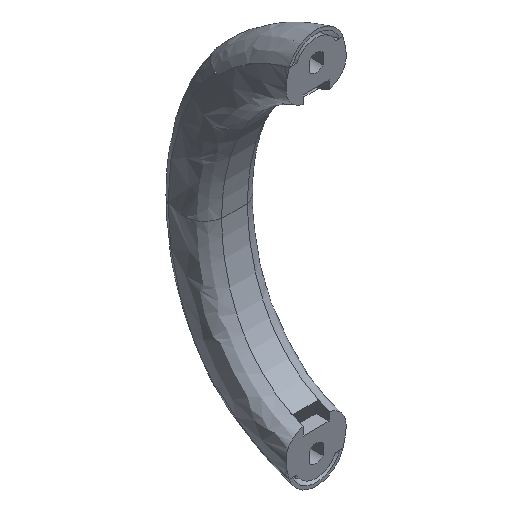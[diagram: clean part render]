
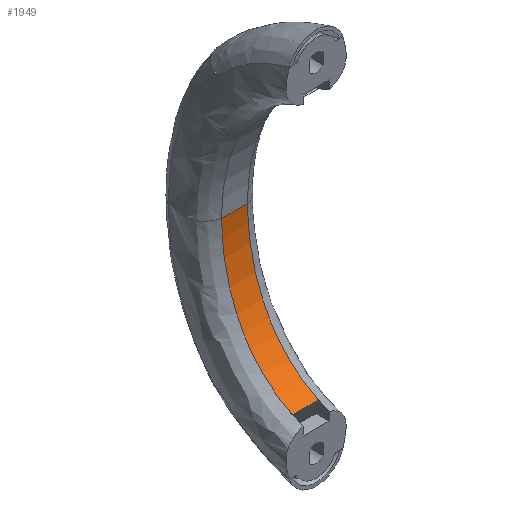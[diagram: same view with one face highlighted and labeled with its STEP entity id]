
A CAD part, isometric view. The second image highlights one B-rep face of the part: STEP entity #1949.
In plain terms, the highlighted free-form (B-spline) face has degree [1, 3] with [2, 24] control points.
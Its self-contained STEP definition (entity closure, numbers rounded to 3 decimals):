
#11 = VERTEX_POINT ( 'NONE', #2206 ) ;
#34 = CARTESIAN_POINT ( 'NONE',  ( -36.213, 38.165, -7. ) ) ;
#48 = CARTESIAN_POINT ( 'NONE',  ( 13.166, 43.657, 7. ) ) ;
#169 = CARTESIAN_POINT ( 'NONE',  ( -55.94, 27.348, 7. ) ) ;
#287 = CARTESIAN_POINT ( 'NONE',  ( 75.25, 0., 7. ) ) ;
#320 = CARTESIAN_POINT ( 'NONE',  ( -77.091, -6.12, -7. ) ) ;
#336 = CARTESIAN_POINT ( 'NONE',  ( -43.371, 35.113, -7. ) ) ;
#355 = B_SPLINE_CURVE_WITH_KNOTS ( 'NONE', 3,
 ( #447, #426, #2596, #1562, #2892, #464, #3391, #2083, #1297, #3410, #2927, #2350, #2047, #1798 ),
 .UNSPECIFIED., .F., .F.,
 ( 4, 2, 2, 2, 2, 2, 4 ),
 ( 0.075, 0.09, 0.144, 0.252, 0.36, 0.469, 0.488 ),
 .UNSPECIFIED. ) ;
#426 = CARTESIAN_POINT ( 'NONE',  ( -72.439, 6.694, -7. ) ) ;
#447 = CARTESIAN_POINT ( 'NONE',  ( -72.863, 5.803, -7. ) ) ;
#464 = CARTESIAN_POINT ( 'NONE',  ( -61.346, 22.649, -7. ) ) ;
#514 = ORIENTED_EDGE ( 'NONE', *, *, #855, .T. ) ;
#555 = CARTESIAN_POINT ( 'NONE',  ( 57.812, 25.951, 7. ) ) ;
#573 = CARTESIAN_POINT ( 'NONE',  ( -61.346, 22.649, -7. ) ) ;
#601 = CARTESIAN_POINT ( 'NONE',  ( -72.374, 6.867, -7. ) ) ;
#661 = B_SPLINE_CURVE_WITH_KNOTS ( 'NONE', 3,
 ( #2061, #1315, #1039, #2925, #1277, #2611, #169, #2100, #2081, #2869, #3148, #1868, #704, #2329 ),
 .UNSPECIFIED., .F., .F.,
 ( 4, 2, 2, 2, 2, 2, 4 ),
 ( 0.075, 0.09, 0.144, 0.252, 0.36, 0.469, 0.488 ),
 .UNSPECIFIED. ) ;
#704 = CARTESIAN_POINT ( 'NONE',  ( -1.469, 44.071, 7. ) ) ;
#712 = DIRECTION ( 'NONE',  ( 0., 0., -1. ) ) ;
#716 = CARTESIAN_POINT ( 'NONE',  ( -72.863, 5.803, 7. ) ) ;
#786 = EDGE_CURVE ( 'NONE', #11, #3015, #355, .T. ) ;
#803 = CARTESIAN_POINT ( 'NONE',  ( -77.712, -8.652, 7. ) ) ;
#821 = CARTESIAN_POINT ( 'NONE',  ( -20.862, 42.443, 7. ) ) ;
#839 = CARTESIAN_POINT ( 'NONE',  ( -69.853, 11.55, 7. ) ) ;
#855 = EDGE_CURVE ( 'NONE', #3110, #11, #3465, .T. ) ;
#860 = CARTESIAN_POINT ( 'NONE',  ( -55.94, 27.348, -7. ) ) ;
#873 = CARTESIAN_POINT ( 'NONE',  ( -61.346, 22.649, 7. ) ) ;
#1039 = CARTESIAN_POINT ( 'NONE',  ( -71.996, 7.569, 7. ) ) ;
#1047 = CARTESIAN_POINT ( 'NONE',  ( 0., 44.071, -7. ) ) ;
#1076 = CARTESIAN_POINT ( 'NONE',  ( -76.547, -3.9, 7. ) ) ;
#1093 = CARTESIAN_POINT ( 'NONE',  ( 72.355, 8.168, -7. ) ) ;
#1108 = CARTESIAN_POINT ( 'NONE',  ( -75.227, 0.188, -7. ) ) ;
#1142 = CARTESIAN_POINT ( 'NONE',  ( -12.679, 43.668, 7. ) ) ;
#1277 = CARTESIAN_POINT ( 'NONE',  ( -67.915, 14.468, 7. ) ) ;
#1297 = CARTESIAN_POINT ( 'NONE',  ( -36.213, 38.165, -7. ) ) ;
#1315 = CARTESIAN_POINT ( 'NONE',  ( -72.439, 6.694, 7. ) ) ;
#1359 = VECTOR ( 'NONE', #712, 1000. ) ;
#1389 = CARTESIAN_POINT ( 'NONE',  ( 4.372, 44.323, -7. ) ) ;
#1418 = CARTESIAN_POINT ( 'NONE',  ( -75.227, 0.188, 7. ) ) ;
#1437 = B_SPLINE_SURFACE_WITH_KNOTS ( 'NONE', 1, 3, ( 
 ( #2481, #1093, #2508, #2448, #2212, #3283, #1654, #1931, #1389, #1963, #2465, #34, #336, #860, #573, #3031, #1951, #601, #2744, #1672, #1108, #2760, #320, #2727 ),
 ( #287, #2495, #2195, #555, #2179, #3266, #3249, #48, #1659, #1142, #821, #3298, #2230, #3232, #873, #1909, #839, #1687, #1638, #2771, #1418, #1076, #2158, #803 ) ),
 .UNSPECIFIED., .F., .F., .F.,
 ( 2, 2 ),
 ( 4, 2, 2, 2, 2, 2, 2, 2, 2, 2, 2, 4 ),
 ( 0., 1. ),
 ( 0., 0.115, 0.23, 0.345, 0.46, 0.568, 0.677, 0.785, 0.839, 0.866, 0.893, 0.929 ),
 .UNSPECIFIED. ) ;
#1527 = DIRECTION ( 'NONE',  ( 0., 0., -1. ) ) ;
#1562 = CARTESIAN_POINT ( 'NONE',  ( -69.853, 11.55, -7. ) ) ;
#1638 = CARTESIAN_POINT ( 'NONE',  ( -73.15, 5.255, 7. ) ) ;
#1654 = CARTESIAN_POINT ( 'NONE',  ( 29.807, 40.327, -7. ) ) ;
#1659 = CARTESIAN_POINT ( 'NONE',  ( 4.372, 44.323, 7. ) ) ;
#1672 = CARTESIAN_POINT ( 'NONE',  ( -74.573, 1.921, -7. ) ) ;
#1687 = CARTESIAN_POINT ( 'NONE',  ( -72.374, 6.867, 7. ) ) ;
#1798 = CARTESIAN_POINT ( 'NONE',  ( 0., 44.071, -7. ) ) ;
#1834 = VERTEX_POINT ( 'NONE', #3222 ) ;
#1868 = CARTESIAN_POINT ( 'NONE',  ( -2.939, 44.042, 7. ) ) ;
#1909 = CARTESIAN_POINT ( 'NONE',  ( -67.915, 14.468, 7. ) ) ;
#1931 = CARTESIAN_POINT ( 'NONE',  ( 13.166, 43.657, -7. ) ) ;
#1949 = ADVANCED_FACE ( 'NONE', ( #2708 ), #1437, .T. ) ;
#1951 = CARTESIAN_POINT ( 'NONE',  ( -69.853, 11.55, -7. ) ) ;
#1963 = CARTESIAN_POINT ( 'NONE',  ( -12.679, 43.668, -7. ) ) ;
#2047 = CARTESIAN_POINT ( 'NONE',  ( -1.469, 44.071, -7. ) ) ;
#2061 = CARTESIAN_POINT ( 'NONE',  ( -72.863, 5.803, 7. ) ) ;
#2081 = CARTESIAN_POINT ( 'NONE',  ( -36.213, 38.165, 7. ) ) ;
#2083 = CARTESIAN_POINT ( 'NONE',  ( -43.371, 35.113, -7. ) ) ;
#2100 = CARTESIAN_POINT ( 'NONE',  ( -43.371, 35.113, 7. ) ) ;
#2158 = CARTESIAN_POINT ( 'NONE',  ( -77.091, -6.12, 7. ) ) ;
#2160 = EDGE_CURVE ( 'NONE', #3110, #1834, #661, .T. ) ;
#2179 = CARTESIAN_POINT ( 'NONE',  ( 51.645, 30.469, 7. ) ) ;
#2195 = CARTESIAN_POINT ( 'NONE',  ( 68.149, 14.809, 7. ) ) ;
#2206 = CARTESIAN_POINT ( 'NONE',  ( -72.863, 5.803, -7. ) ) ;
#2212 = CARTESIAN_POINT ( 'NONE',  ( 51.645, 30.469, -7. ) ) ;
#2230 = CARTESIAN_POINT ( 'NONE',  ( -43.371, 35.113, 7. ) ) ;
#2329 = CARTESIAN_POINT ( 'NONE',  ( 0., 44.071, 7. ) ) ;
#2350 = CARTESIAN_POINT ( 'NONE',  ( -2.939, 44.042, -7. ) ) ;
#2351 = LINE ( 'NONE', #3467, #1359 ) ;
#2387 = CARTESIAN_POINT ( 'NONE',  ( -72.863, 5.803, 0. ) ) ;
#2448 = CARTESIAN_POINT ( 'NONE',  ( 57.812, 25.951, -7. ) ) ;
#2465 = CARTESIAN_POINT ( 'NONE',  ( -20.862, 42.443, -7. ) ) ;
#2481 = CARTESIAN_POINT ( 'NONE',  ( 75.25, 0., -7. ) ) ;
#2495 = CARTESIAN_POINT ( 'NONE',  ( 72.355, 8.168, 7. ) ) ;
#2508 = CARTESIAN_POINT ( 'NONE',  ( 68.149, 14.809, -7. ) ) ;
#2596 = CARTESIAN_POINT ( 'NONE',  ( -71.996, 7.569, -7. ) ) ;
#2603 = EDGE_CURVE ( 'NONE', #1834, #3015, #2351, .T. ) ;
#2611 = CARTESIAN_POINT ( 'NONE',  ( -61.346, 22.649, 7. ) ) ;
#2708 = FACE_OUTER_BOUND ( 'NONE', #2811, .T. ) ;
#2727 = CARTESIAN_POINT ( 'NONE',  ( -77.712, -8.652, -7. ) ) ;
#2744 = CARTESIAN_POINT ( 'NONE',  ( -73.15, 5.255, -7. ) ) ;
#2760 = CARTESIAN_POINT ( 'NONE',  ( -76.547, -3.9, -7. ) ) ;
#2771 = CARTESIAN_POINT ( 'NONE',  ( -74.573, 1.921, 7. ) ) ;
#2811 = EDGE_LOOP ( 'NONE', ( #3463, #514, #3028, #3229 ) ) ;
#2869 = CARTESIAN_POINT ( 'NONE',  ( -20.862, 42.443, 7. ) ) ;
#2892 = CARTESIAN_POINT ( 'NONE',  ( -67.915, 14.468, -7. ) ) ;
#2925 = CARTESIAN_POINT ( 'NONE',  ( -69.853, 11.55, 7. ) ) ;
#2927 = CARTESIAN_POINT ( 'NONE',  ( -12.679, 43.668, -7. ) ) ;
#3015 = VERTEX_POINT ( 'NONE', #1047 ) ;
#3028 = ORIENTED_EDGE ( 'NONE', *, *, #786, .T. ) ;
#3030 = VECTOR ( 'NONE', #1527, 1000. ) ;
#3031 = CARTESIAN_POINT ( 'NONE',  ( -67.915, 14.468, -7. ) ) ;
#3110 = VERTEX_POINT ( 'NONE', #716 ) ;
#3148 = CARTESIAN_POINT ( 'NONE',  ( -12.679, 43.668, 7. ) ) ;
#3222 = CARTESIAN_POINT ( 'NONE',  ( 0., 44.071, 7. ) ) ;
#3229 = ORIENTED_EDGE ( 'NONE', *, *, #2603, .F. ) ;
#3232 = CARTESIAN_POINT ( 'NONE',  ( -55.94, 27.348, 7. ) ) ;
#3249 = CARTESIAN_POINT ( 'NONE',  ( 29.807, 40.327, 7. ) ) ;
#3266 = CARTESIAN_POINT ( 'NONE',  ( 37.645, 37.669, 7. ) ) ;
#3283 = CARTESIAN_POINT ( 'NONE',  ( 37.645, 37.669, -7. ) ) ;
#3298 = CARTESIAN_POINT ( 'NONE',  ( -36.213, 38.165, 7. ) ) ;
#3391 = CARTESIAN_POINT ( 'NONE',  ( -55.94, 27.348, -7. ) ) ;
#3410 = CARTESIAN_POINT ( 'NONE',  ( -20.862, 42.443, -7. ) ) ;
#3463 = ORIENTED_EDGE ( 'NONE', *, *, #2160, .F. ) ;
#3465 = LINE ( 'NONE', #2387, #3030 ) ;
#3467 = CARTESIAN_POINT ( 'NONE',  ( 0., 44.071, -33.5 ) ) ;
